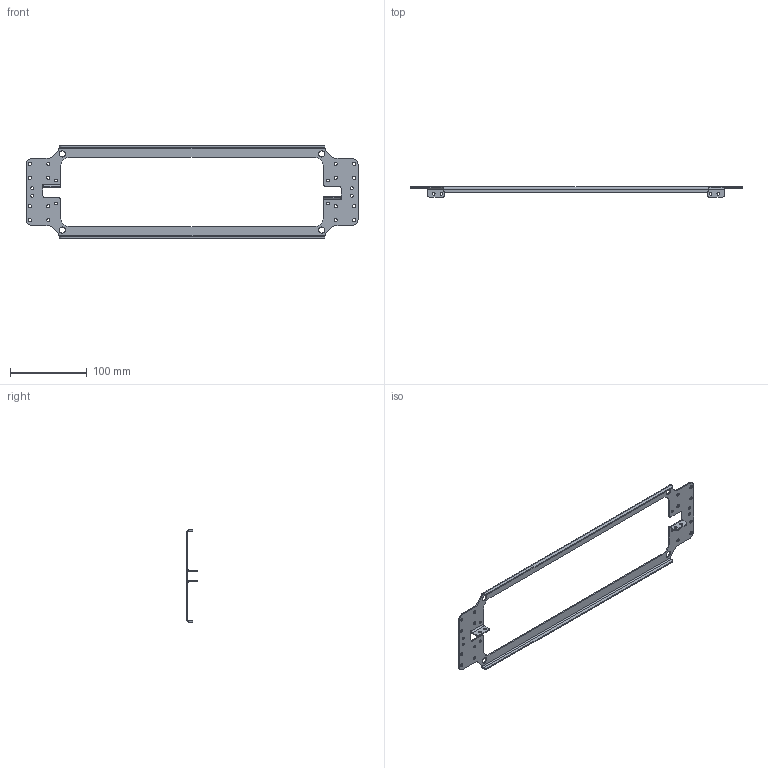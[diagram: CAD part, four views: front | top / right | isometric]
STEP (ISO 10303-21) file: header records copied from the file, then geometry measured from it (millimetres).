
FILE_DESCRIPTION (( 'STEP AP203' ), '1' );
FILE_NAME ('rod holder Y.STEP', '2016-04-11T06:37:35', ( 'Joel Frax' ), ( 'Microsoft' ), 'SwSTEP 2.0', 'SolidWorks 2015', '' );
FILE_SCHEMA (( 'CONFIG_CONTROL_DESIGN' ));
Length unit declared in the file: millimetre
Products named in the file (1): rod holder Y
Bounding box: 432 x 13.5 x 120 mm (x, y, z)
Volume: 32109.9 mm3; surface area: 46567.5 mm2
Topology: 1 solids, 1 shells, 155 faces, 435 edges, 282 vertices
Faces by surface type: cylinder 103, plane 52
Entity records: 5288 total; most frequent: DIRECTION 945, CARTESIAN_POINT 905, ORIENTED_EDGE 870, EDGE_CURVE 435, AXIS2_PLACEMENT_3D 362, VERTEX_POINT 282, VECTOR 221, EDGE_LOOP 221
